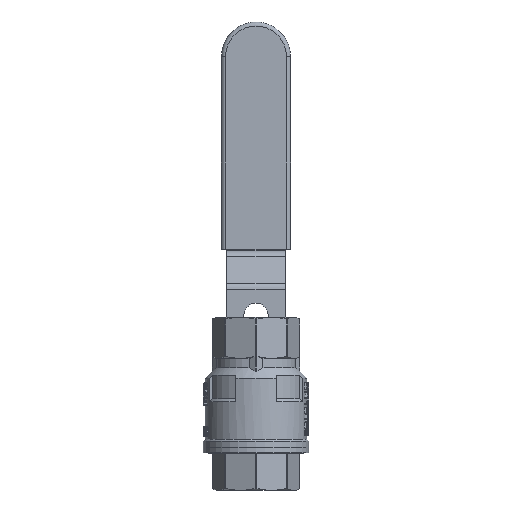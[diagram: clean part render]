
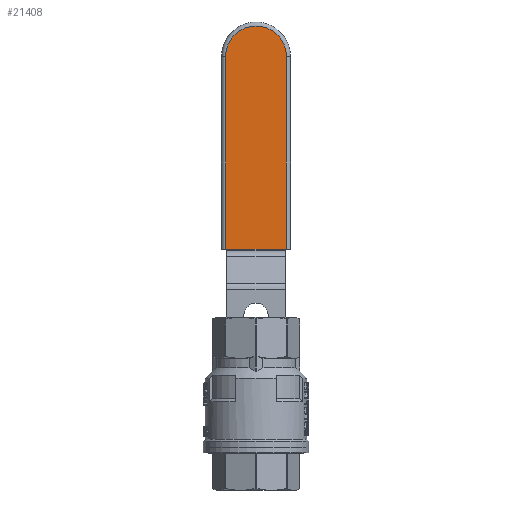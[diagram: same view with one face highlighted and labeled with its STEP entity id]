
A CAD part, front view. The second image highlights one B-rep face of the part: STEP entity #21408.
In plain terms, the highlighted face is planar.
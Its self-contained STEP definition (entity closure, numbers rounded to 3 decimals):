
#1892=CIRCLE('',#30214,7.5);
#2792=ORIENTED_EDGE('',*,*,#9279,.F.);
#2793=ORIENTED_EDGE('',*,*,#9300,.T.);
#2794=ORIENTED_EDGE('',*,*,#9297,.T.);
#2795=ORIENTED_EDGE('',*,*,#9289,.T.);
#9279=EDGE_CURVE('',#12573,#12574,#14833,.T.);
#9289=EDGE_CURVE('',#12583,#12574,#14840,.T.);
#9297=EDGE_CURVE('',#12588,#12583,#1892,.T.);
#9300=EDGE_CURVE('',#12573,#12588,#14846,.T.);
#12573=VERTEX_POINT('',#41313);
#12574=VERTEX_POINT('',#41315);
#12583=VERTEX_POINT('',#41335);
#12588=VERTEX_POINT('',#41351);
#14833=LINE('',#41314,#16285);
#14840=LINE('',#41334,#16292);
#14846=LINE('',#41356,#16298);
#16285=VECTOR('',#33619,1000.);
#16292=VECTOR('',#33634,1000.);
#16298=VECTOR('',#33658,1000.);
#17679=EDGE_LOOP('',(#2792,#2793,#2794,#2795));
#19037=FACE_BOUND('',#17679,.T.);
#20341=PLANE('',#30217);
#21408=ADVANCED_FACE('',(#19037),#20341,.T.);
#30214=AXIS2_PLACEMENT_3D('',#41350,#33650,#33651);
#30217=AXIS2_PLACEMENT_3D('',#41355,#33656,#33657);
#33619=DIRECTION('',(0.,-1.,0.));
#33634=DIRECTION('',(-1.,0.,0.));
#33650=DIRECTION('',(0.,0.,-1.));
#33651=DIRECTION('',(-1.,0.,0.));
#33656=DIRECTION('',(0.,0.,-1.));
#33657=DIRECTION('',(0.,-1.,0.));
#33658=DIRECTION('',(1.,0.,0.));
#41313=CARTESIAN_POINT('',(0.,16.,0.));
#41314=CARTESIAN_POINT('',(0.,17.,0.));
#41315=CARTESIAN_POINT('',(0.,1.,0.));
#41334=CARTESIAN_POINT('',(0.,1.,0.));
#41335=CARTESIAN_POINT('',(47.5,1.,0.));
#41350=CARTESIAN_POINT('',(47.5,8.5,0.));
#41351=CARTESIAN_POINT('',(47.5,16.,0.));
#41355=CARTESIAN_POINT('',(0.,17.,0.));
#41356=CARTESIAN_POINT('',(47.5,16.,0.));
